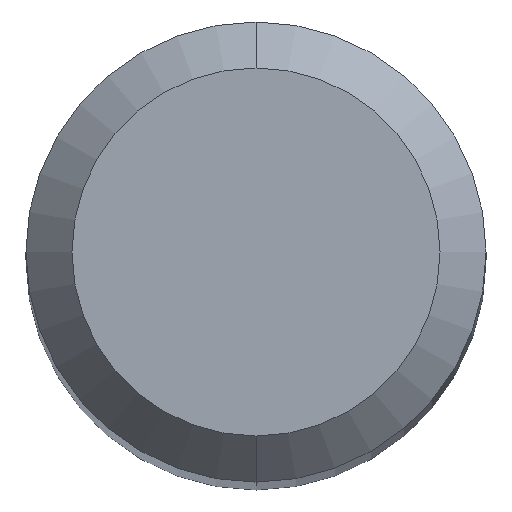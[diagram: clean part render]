
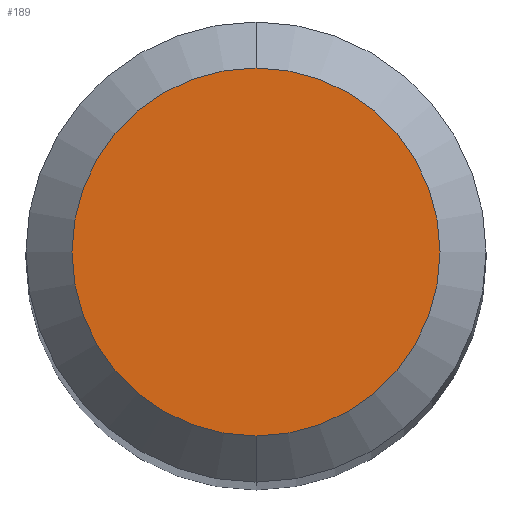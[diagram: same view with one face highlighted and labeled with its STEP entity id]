
A CAD part, top view. The second image highlights one B-rep face of the part: STEP entity #189.
In plain terms, the highlighted planar face has unit normal (0, 0, 1).
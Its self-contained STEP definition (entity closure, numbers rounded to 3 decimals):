
#189=ADVANCED_FACE('',(#498),#499,.T.);
#245=VERTEX_POINT('',#559);
#255=EDGE_CURVE('',#245,#459,#570,.T.);
#343=EDGE_CURVE('',#459,#245,#669,.T.);
#459=VERTEX_POINT('',#795);
#498=FACE_OUTER_BOUND('',#862,.T.);
#499=PLANE('',#863);
#559=CARTESIAN_POINT('',(0.,-1.2,0.0));
#570=CIRCLE('',#971,1.2);
#669=CIRCLE('',#1136,1.2);
#795=CARTESIAN_POINT('',(0.0,1.2,0.0));
#862=EDGE_LOOP('',(#1462,#1463));
#863=AXIS2_PLACEMENT_3D('',#1464,#1465,#1466);
#971=AXIS2_PLACEMENT_3D('',#1528,#1529,#1530);
#1136=AXIS2_PLACEMENT_3D('',#1649,#1650,#1651);
#1462=ORIENTED_EDGE('',*,*,#343,.F.);
#1463=ORIENTED_EDGE('',*,*,#255,.F.);
#1464=CARTESIAN_POINT('',(0.0,0.6,0.0));
#1465=DIRECTION('',(-0.0,0.0,1.0));
#1466=DIRECTION('',(0.0,-1.0,0.0));
#1528=CARTESIAN_POINT('',(0.0,0.0,0.0));
#1529=DIRECTION('',(0.0,0.0,-1.0));
#1530=DIRECTION('',(0.0,1.0,0.0));
#1649=CARTESIAN_POINT('',(0.0,0.0,0.0));
#1650=DIRECTION('',(0.0,0.0,-1.0));
#1651=DIRECTION('',(0.0,1.0,0.0));
